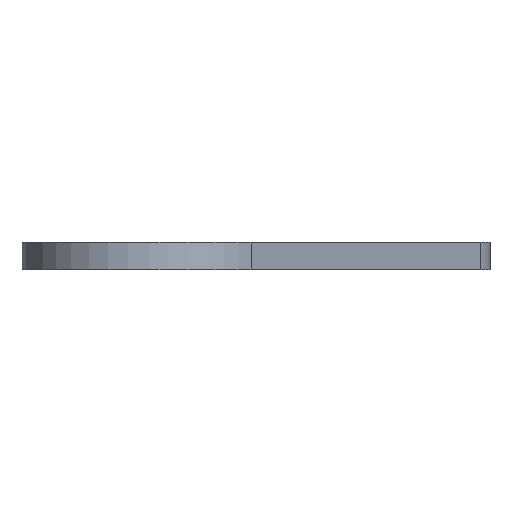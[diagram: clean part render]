
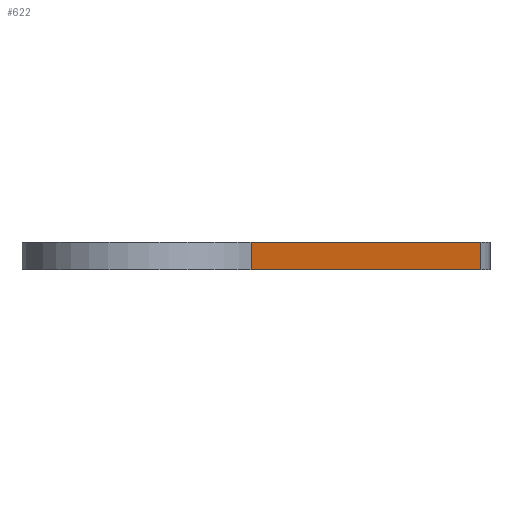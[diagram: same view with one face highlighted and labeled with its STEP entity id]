
A CAD part, left-side view. The second image highlights one B-rep face of the part: STEP entity #622.
In plain terms, the highlighted planar face has unit normal (-0.51, -0.86, 0).
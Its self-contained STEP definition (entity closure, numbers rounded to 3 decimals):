
#29=PLANE('',#673);
#50=FACE_OUTER_BOUND('',#88,.T.);
#88=EDGE_LOOP('',(#469,#470,#471,#472));
#125=LINE('',#915,#187);
#142=LINE('',#975,#204);
#144=LINE('',#979,#206);
#145=LINE('',#980,#207);
#187=VECTOR('',#729,10.);
#204=VECTOR('',#778,10.);
#206=VECTOR('',#782,10.);
#207=VECTOR('',#783,10.);
#280=VERTEX_POINT('',#912);
#281=VERTEX_POINT('',#914);
#308=VERTEX_POINT('',#973);
#309=VERTEX_POINT('',#978);
#341=EDGE_CURVE('',#280,#281,#125,.T.);
#371=EDGE_CURVE('',#308,#280,#142,.T.);
#373=EDGE_CURVE('',#309,#308,#144,.T.);
#374=EDGE_CURVE('',#281,#309,#145,.T.);
#469=ORIENTED_EDGE('',*,*,#371,.F.);
#470=ORIENTED_EDGE('',*,*,#373,.F.);
#471=ORIENTED_EDGE('',*,*,#374,.F.);
#472=ORIENTED_EDGE('',*,*,#341,.F.);
#622=ADVANCED_FACE('',(#50),#29,.T.);
#673=AXIS2_PLACEMENT_3D('',#977,#780,#781);
#729=DIRECTION('',(-0.86,0.51,0.));
#778=DIRECTION('',(0.,0.,-1.));
#780=DIRECTION('center_axis',(-0.51,-0.86,0.));
#781=DIRECTION('ref_axis',(0.86,-0.51,0.));
#782=DIRECTION('',(0.86,-0.51,0.));
#783=DIRECTION('',(0.,0.,1.));
#912=CARTESIAN_POINT('',(196.352,-691.671,79.45));
#914=CARTESIAN_POINT('',(15.602,-584.46,79.45));
#915=CARTESIAN_POINT('',(203.429,-695.869,79.45));
#973=CARTESIAN_POINT('',(196.352,-691.671,92.15));
#975=CARTESIAN_POINT('',(196.352,-691.671,79.45));
#977=CARTESIAN_POINT('Origin',(15.602,-584.46,79.45));
#978=CARTESIAN_POINT('',(15.602,-584.46,92.15));
#979=CARTESIAN_POINT('',(203.429,-695.869,92.15));
#980=CARTESIAN_POINT('',(15.602,-584.46,79.45));
